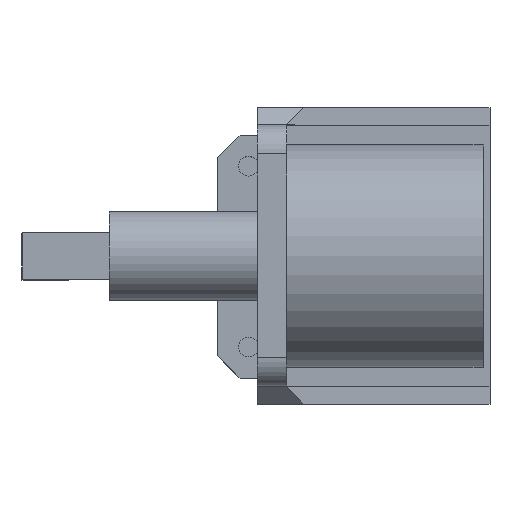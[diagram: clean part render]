
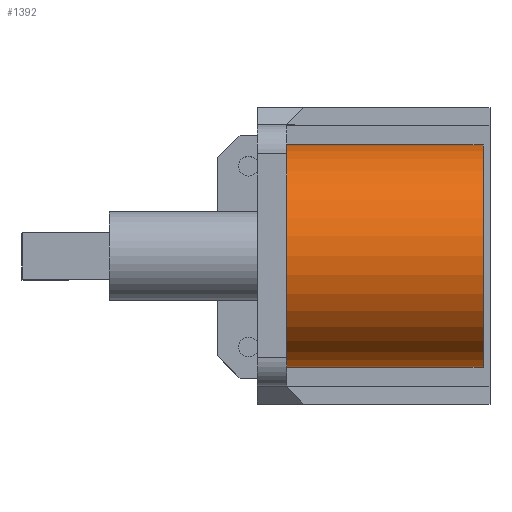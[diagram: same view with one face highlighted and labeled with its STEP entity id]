
A CAD part, top view. The second image highlights one B-rep face of the part: STEP entity #1392.
In plain terms, the highlighted cylindrical face has radius 19.15 mm (diameter 38.3 mm), a full revolution.
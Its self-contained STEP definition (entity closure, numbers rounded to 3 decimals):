
#194=FACE_OUTER_BOUND('',#291,.T.);
#291=EDGE_LOOP('',(#1116,#1117,#1118,#1119));
#408=LINE('',#2278,#534);
#534=VECTOR('',#1863,19.15);
#639=CIRCLE('',#1576,19.15);
#640=CIRCLE('',#1577,19.15);
#717=VERTEX_POINT('',#2275);
#718=VERTEX_POINT('',#2277);
#862=EDGE_CURVE('',#717,#717,#639,.T.);
#863=EDGE_CURVE('',#717,#718,#408,.T.);
#864=EDGE_CURVE('',#718,#718,#640,.T.);
#1116=ORIENTED_EDGE('',*,*,#862,.F.);
#1117=ORIENTED_EDGE('',*,*,#863,.T.);
#1118=ORIENTED_EDGE('',*,*,#864,.T.);
#1119=ORIENTED_EDGE('',*,*,#863,.F.);
#1336=CYLINDRICAL_SURFACE('',#1575,19.15);
#1392=ADVANCED_FACE('',(#194),#1336,.T.);
#1575=AXIS2_PLACEMENT_3D('',#2274,#1859,#1860);
#1576=AXIS2_PLACEMENT_3D('',#2276,#1861,#1862);
#1577=AXIS2_PLACEMENT_3D('',#2279,#1864,#1865);
#1859=DIRECTION('center_axis',(0.,0.,1.));
#1860=DIRECTION('ref_axis',(1.,0.,0.));
#1861=DIRECTION('center_axis',(0.,0.,1.));
#1862=DIRECTION('ref_axis',(1.,0.,0.));
#1863=DIRECTION('',(0.,0.,-1.));
#1864=DIRECTION('center_axis',(0.,0.,1.));
#1865=DIRECTION('ref_axis',(1.,0.,0.));
#2274=CARTESIAN_POINT('Origin',(0.,0.,0.));
#2275=CARTESIAN_POINT('',(-19.15,0.,33.8));
#2276=CARTESIAN_POINT('Origin',(0.,0.,33.8));
#2277=CARTESIAN_POINT('',(-19.15,0.,0.));
#2278=CARTESIAN_POINT('',(-19.15,0.,0.));
#2279=CARTESIAN_POINT('Origin',(0.,0.,0.));
